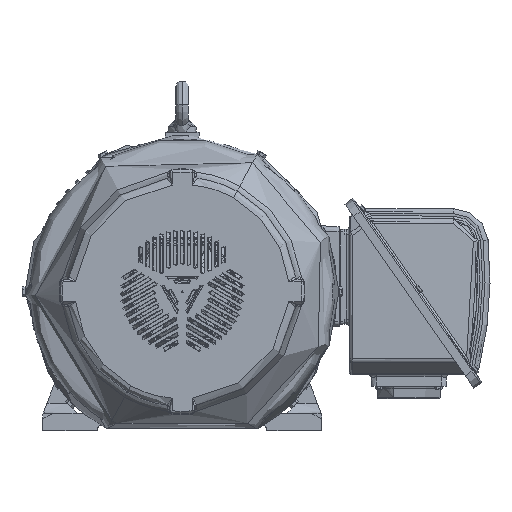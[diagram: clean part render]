
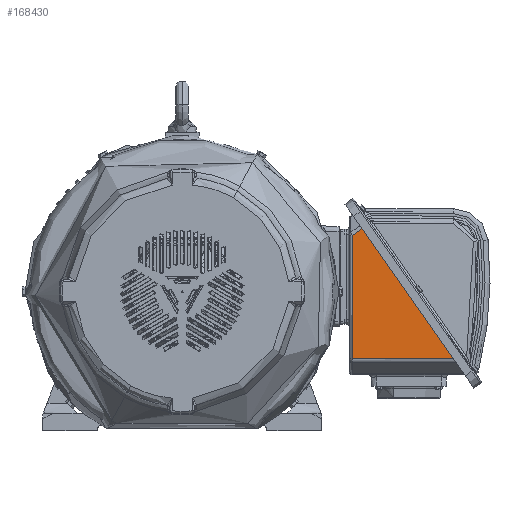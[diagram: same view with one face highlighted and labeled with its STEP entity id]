
A CAD part, front view. The second image highlights one B-rep face of the part: STEP entity #168430.
In plain terms, the highlighted planar face has unit normal (0, -1, 0).
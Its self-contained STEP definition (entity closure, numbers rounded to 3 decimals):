
#160124=CARTESIAN_POINT('Vertex',(341.,-120.,-134.384)) ;
#160147=CARTESIAN_POINT('Line Origine',(341.,-120.,-8.421)) ;
#160151=CARTESIAN_POINT('Vertex',(341.,-120.,112.643)) ;
#168360=CARTESIAN_POINT('Line Origine',(440.343,-120.,-134.384)) ;
#168364=CARTESIAN_POINT('Vertex',(548.777,-120.,-134.384)) ;
#168391=CARTESIAN_POINT('Axis2P3D Location',(335.,-120.,30.)) ;
#168396=CARTESIAN_POINT('Line Origine',(413.402,-120.,59.042)) ;
#168400=CARTESIAN_POINT('Vertex',(447.806,-120.,9.885)) ;
#168402=CARTESIAN_POINT('Vertex',(378.998,-120.,108.199)) ;
#168405=CARTESIAN_POINT('Line Origine',(371.708,-120.,118.615)) ;
#168409=CARTESIAN_POINT('Vertex',(364.417,-120.,129.032)) ;
#168412=CARTESIAN_POINT('Line Origine',(352.709,-120.,120.837)) ;
#168417=CARTESIAN_POINT('Line Origine',(498.292,-120.,-62.249)) ;
#160148=DIRECTION('Vector Direction',(0.,0.,-1.)) ;
#168361=DIRECTION('Vector Direction',(-1.,0.,0.)) ;
#168392=DIRECTION('Axis2P3D Direction',(0.,1.,-0.)) ;
#168393=DIRECTION('Axis2P3D XDirection',(-1.,0.,0.)) ;
#168397=DIRECTION('Vector Direction',(-0.573,0.,0.819)) ;
#168406=DIRECTION('Vector Direction',(-0.573,0.,0.819)) ;
#168413=DIRECTION('Vector Direction',(-0.819,0.,-0.573)) ;
#168418=DIRECTION('Vector Direction',(-0.573,0.,0.819)) ;
#168394=AXIS2_PLACEMENT_3D('Plane Axis2P3D',#168391,#168392,#168393) ;
#168423=ORIENTED_EDGE('',*,*,#168404,.T.) ;
#168424=ORIENTED_EDGE('',*,*,#168411,.T.) ;
#168425=ORIENTED_EDGE('',*,*,#168416,.F.) ;
#168426=ORIENTED_EDGE('',*,*,#160153,.F.) ;
#168427=ORIENTED_EDGE('',*,*,#168366,.F.) ;
#168428=ORIENTED_EDGE('',*,*,#168421,.T.) ;
#160149=VECTOR('Line Direction',#160148,1.) ;
#168362=VECTOR('Line Direction',#168361,1.) ;
#168398=VECTOR('Line Direction',#168397,1.) ;
#168407=VECTOR('Line Direction',#168406,1.) ;
#168414=VECTOR('Line Direction',#168413,1.) ;
#168419=VECTOR('Line Direction',#168418,1.) ;
#168430=ADVANCED_FACE('Brep With Voids.1',(#168429),#168395,.F.) ;
#160153=EDGE_CURVE('',#160125,#160152,#160150,.F.) ;
#168366=EDGE_CURVE('',#168365,#160125,#168363,.T.) ;
#168404=EDGE_CURVE('',#168401,#168403,#168399,.T.) ;
#168411=EDGE_CURVE('',#168403,#168410,#168408,.T.) ;
#168416=EDGE_CURVE('',#160152,#168410,#168415,.F.) ;
#168421=EDGE_CURVE('',#168365,#168401,#168420,.T.) ;
#168422=EDGE_LOOP('',(#168423,#168424,#168425,#168426,#168427,#168428)) ;
#168429=FACE_OUTER_BOUND('',#168422,.T.) ;
#160150=LINE('Line',#160147,#160149) ;
#168363=LINE('Line',#168360,#168362) ;
#168399=LINE('Line',#168396,#168398) ;
#168408=LINE('Line',#168405,#168407) ;
#168415=LINE('Line',#168412,#168414) ;
#168420=LINE('Line',#168417,#168419) ;
#168395=PLANE('Plane',#168394) ;
#160125=VERTEX_POINT('',#160124) ;
#160152=VERTEX_POINT('',#160151) ;
#168365=VERTEX_POINT('',#168364) ;
#168401=VERTEX_POINT('',#168400) ;
#168403=VERTEX_POINT('',#168402) ;
#168410=VERTEX_POINT('',#168409) ;
